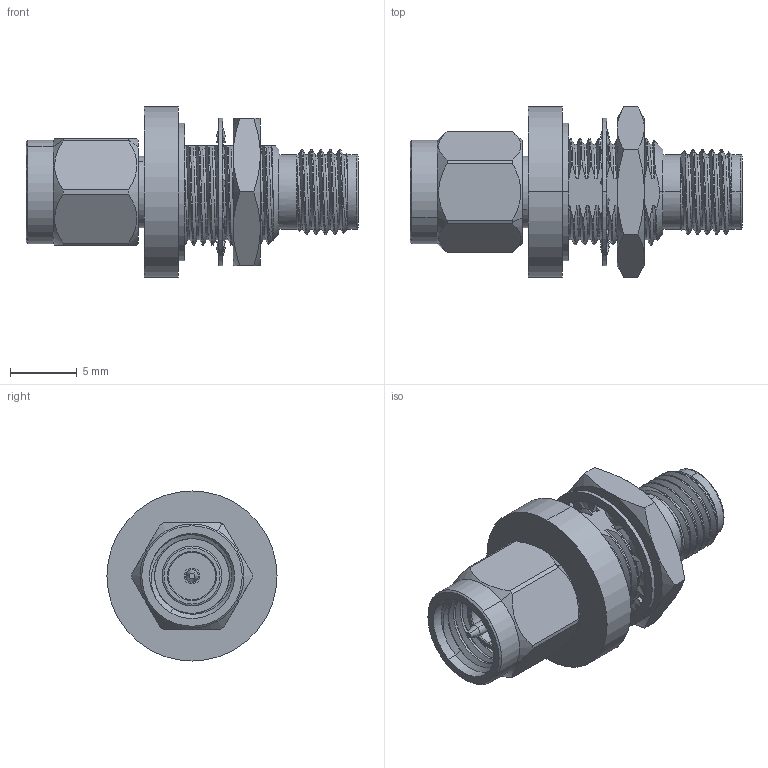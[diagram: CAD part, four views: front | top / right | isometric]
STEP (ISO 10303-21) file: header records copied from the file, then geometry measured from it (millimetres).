
FILE_DESCRIPTION (( 'STEP AP203' ), '1' );
FILE_NAME ('SM3322.step', '2018-05-10T17:35:55', ( '' ), ( '' ), 'SwSTEP 2.0', 'SolidWorks 2017', '' );
FILE_SCHEMA (( 'CONFIG_CONTROL_DESIGN' ));
Length unit declared in the file: inch
Products named in the file (1): SM3322
Bounding box: 24.79 x 12.7 x 12.7 mm (x, y, z)
Volume: 1204.2 mm3; surface area: 1844 mm2
Topology: 4 solids, 4 shells, 296 faces, 822 edges, 547 vertices
Faces by surface type: cylinder 112, bspline 81, plane 53, cone 46, torus 4
Entity records: 21995 total; most frequent: CARTESIAN_POINT 15336, ORIENTED_EDGE 1644, DIRECTION 1053, EDGE_CURVE 822, VERTEX_POINT 547, AXIS2_PLACEMENT_3D 413, EDGE_LOOP 315, FACE_OUTER_BOUND 296
